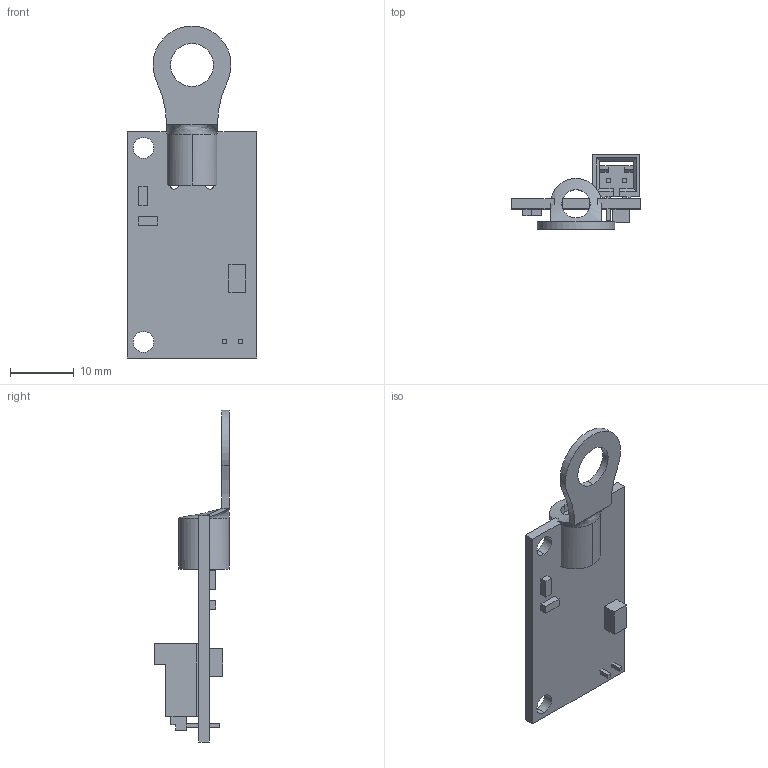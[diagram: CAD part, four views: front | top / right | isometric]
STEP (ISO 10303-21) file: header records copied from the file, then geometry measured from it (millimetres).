
FILE_DESCRIPTION (( 'STEP AP214' ), '1' );
FILE_NAME ('1PR0000N.step', '2012-03-07T19:14:04', ( '' ), ( '' ), 'SwSTEP 2.0', 'SolidWorks 2011', '' );
FILE_SCHEMA (( 'AUTOMOTIVE_DESIGN' ));
Length unit declared in the file: inch
Products named in the file (4): Molex 70553-0001; Molex 191930152; Negative-Board; 1PR0000N
Assembly tree (3 placements, depth 2):
  1PR0000N
    Negative-Board
    Molex 70553-0001
    Molex 191930152
Bounding box: 20.32 x 11.78 x 52.17 mm (x, y, z)
Volume: 1864.6 mm3; surface area: 3000 mm2
Topology: 3 solids, 3 shells, 135 faces, 355 edges, 232 vertices
Faces by surface type: plane 110, cylinder 21, bspline 4
Entity records: 6310 total; most frequent: CARTESIAN_POINT 1030, ORIENTED_EDGE 710, DIRECTION 655, EDGE_CURVE 355, LINE 305, VECTOR 305, VERTEX_POINT 232, AXIS2_PLACEMENT_3D 175
